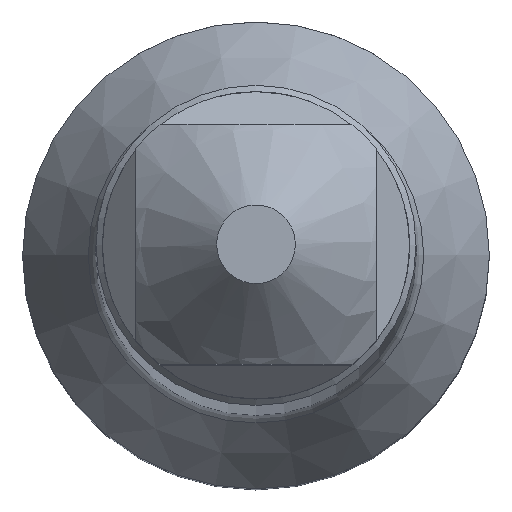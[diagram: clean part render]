
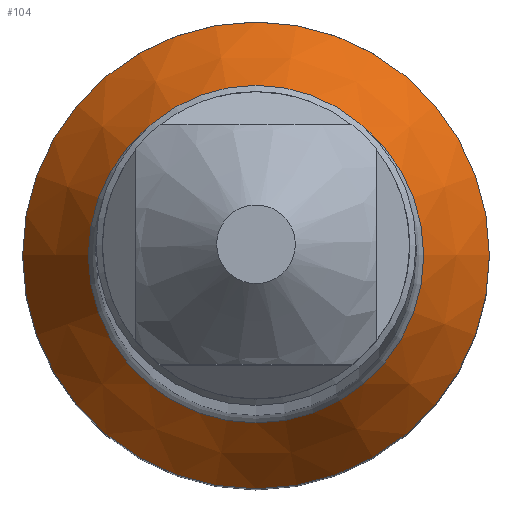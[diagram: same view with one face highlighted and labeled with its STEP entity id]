
A CAD part, top view. The second image highlights one B-rep face of the part: STEP entity #104.
In plain terms, the highlighted conical face has half-angle 30 degrees and reference radius 1.4 mm.
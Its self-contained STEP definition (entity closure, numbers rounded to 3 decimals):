
#96=CONICAL_SURFACE('',#392,1.4,30.);
#104=ADVANCED_FACE('',(#134,#135),#96,.T.);
#134=FACE_BOUND('',#154,.T.);
#135=FACE_BOUND('',#155,.T.);
#154=EDGE_LOOP('',(#208));
#155=EDGE_LOOP('',(#209));
#208=ORIENTED_EDGE('',*,*,#301,.T.);
#209=ORIENTED_EDGE('',*,*,#275,.F.);
#248=VERTEX_POINT('',#543);
#270=VERTEX_POINT('',#615);
#275=EDGE_CURVE('',#248,#248,#310,.T.);
#301=EDGE_CURVE('',#270,#270,#320,.T.);
#310=CIRCLE('',#373,2.042);
#320=CIRCLE('',#391,1.467);
#373=AXIS2_PLACEMENT_3D('',#542,#422,#423);
#391=AXIS2_PLACEMENT_3D('',#614,#466,#467);
#392=AXIS2_PLACEMENT_3D('',#616,#468,#469);
#422=DIRECTION('',(0.,0.,-1.));
#423=DIRECTION('',(-1.,0.,0.));
#466=DIRECTION('',(0.,0.,-1.));
#467=DIRECTION('',(-1.,0.,0.));
#468=DIRECTION('',(0.,0.,-1.));
#469=DIRECTION('',(-1.,0.,0.));
#542=CARTESIAN_POINT('',(0.,0.,-55.861));
#543=CARTESIAN_POINT('',(-2.042,0.,-55.861));
#614=CARTESIAN_POINT('',(0.,0.,-54.866));
#615=CARTESIAN_POINT('',(-1.467,0.,-54.866));
#616=CARTESIAN_POINT('',(0.,0.,-54.75));
